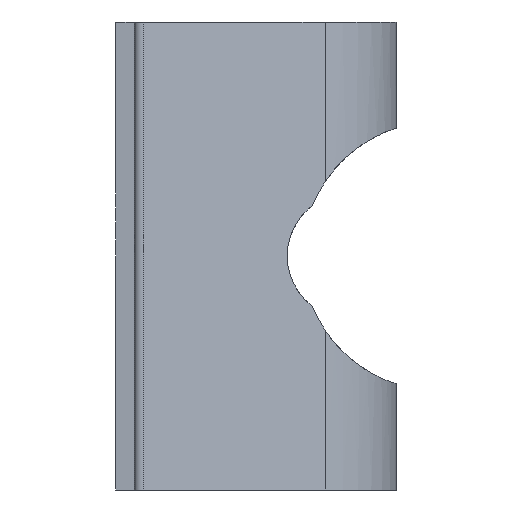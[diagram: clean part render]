
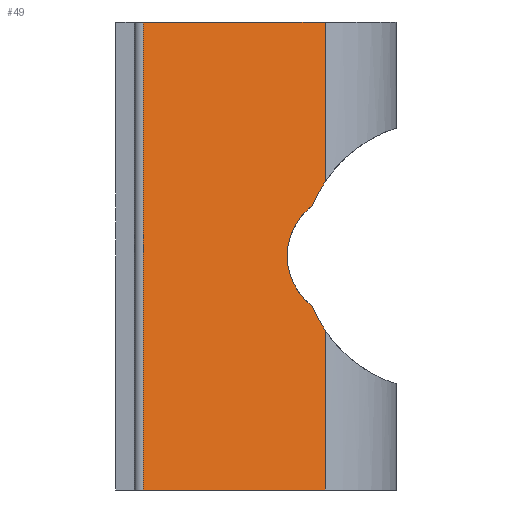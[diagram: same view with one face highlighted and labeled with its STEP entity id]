
A CAD part, left-side view. The second image highlights one B-rep face of the part: STEP entity #49.
In plain terms, the highlighted planar face has unit normal (-0.903, -0.429, 0).
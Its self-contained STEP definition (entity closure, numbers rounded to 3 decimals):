
#34 = VECTOR ( 'NONE', #804, 1000. ) ;
#49 = ADVANCED_FACE ( 'NONE', ( #1178 ), #744, .T. ) ;
#66 = CARTESIAN_POINT ( 'NONE',  ( -3.098, -2.215, -5.123 ) ) ;
#74 = VECTOR ( 'NONE', #144, 1000. ) ;
#106 = VERTEX_POINT ( 'NONE', #600 ) ;
#133 = DIRECTION ( 'NONE',  ( 0., 0., 1. ) ) ;
#138 = VERTEX_POINT ( 'NONE', #569 ) ;
#141 = CARTESIAN_POINT ( 'NONE',  ( -3.098, -2.215, -5.123 ) ) ;
#144 = DIRECTION ( 'NONE',  ( 0.429, -0.903, 0. ) ) ;
#163 = VERTEX_POINT ( 'NONE', #1303 ) ;
#177 =( BOUNDED_CURVE ( )  B_SPLINE_CURVE ( 3, ( #1095, #1431, #606, #141 ),
 .UNSPECIFIED., .F., .T. ) 
 B_SPLINE_CURVE_WITH_KNOTS ( ( 4, 4 ),
 ( 0.383, 0.586 ),
 .UNSPECIFIED. ) 
 CURVE ( )  GEOMETRIC_REPRESENTATION_ITEM ( )  RATIONAL_B_SPLINE_CURVE ( ( 1., 0.997, 0.997, 1. ) ) 
 REPRESENTATION_ITEM ( '' )  );
#194 = CARTESIAN_POINT ( 'NONE',  ( -5.864, 3.614, -15. ) ) ;
#204 = ORIENTED_EDGE ( 'NONE', *, *, #1151, .F. ) ;
#206 = CARTESIAN_POINT ( 'NONE',  ( -3.098, -2.215, -9.877 ) ) ;
#219 = VECTOR ( 'NONE', #1354, 1000. ) ;
#221 = VERTEX_POINT ( 'NONE', #1308 ) ;
#245 = VECTOR ( 'NONE', #133, 1000. ) ;
#259 = VECTOR ( 'NONE', #1370, 1000. ) ;
#263 = LINE ( 'NONE', #194, #219 ) ;
#267 = ORIENTED_EDGE ( 'NONE', *, *, #336, .T. ) ;
#291 = AXIS2_PLACEMENT_3D ( 'NONE', #1447, #1122, #418 ) ;
#336 = EDGE_CURVE ( 'NONE', #733, #1474, #263, .T. ) ;
#380 = CARTESIAN_POINT ( 'NONE',  ( -3.098, -2.215, -15. ) ) ;
#401 = VERTEX_POINT ( 'NONE', #380 ) ;
#418 = DIRECTION ( 'NONE',  ( 0.429, -0.903, 0. ) ) ;
#501 = LINE ( 'NONE', #705, #245 ) ;
#502 = EDGE_CURVE ( 'NONE', #106, #163, #1423, .T. ) ;
#540 = CARTESIAN_POINT ( 'NONE',  ( -3.098, -2.215, -15. ) ) ;
#556 = EDGE_CURVE ( 'NONE', #163, #1444, #177, .T. ) ;
#569 = CARTESIAN_POINT ( 'NONE',  ( -3.098, -2.215, -9.877 ) ) ;
#571 = CARTESIAN_POINT ( 'NONE',  ( -3.174, -2.054, -9.634 ) ) ;
#573 = CARTESIAN_POINT ( 'NONE',  ( -4.962, 1.714, 0. ) ) ;
#579 = LINE ( 'NONE', #540, #259 ) ;
#600 = CARTESIAN_POINT ( 'NONE',  ( -3.29, -1.81, -9.108 ) ) ;
#606 = CARTESIAN_POINT ( 'NONE',  ( -3.174, -2.054, -5.366 ) ) ;
#620 = CARTESIAN_POINT ( 'NONE',  ( -3.85, -0.63, -6.766 ) ) ;
#629 = ORIENTED_EDGE ( 'NONE', *, *, #649, .T. ) ;
#648 = CARTESIAN_POINT ( 'NONE',  ( -3.29, -1.81, -9.108 ) ) ;
#649 = EDGE_CURVE ( 'NONE', #138, #106, #961, .T. ) ;
#697 = ORIENTED_EDGE ( 'NONE', *, *, #502, .T. ) ;
#705 = CARTESIAN_POINT ( 'NONE',  ( -3.098, -2.215, -15. ) ) ;
#733 = VERTEX_POINT ( 'NONE', #892 ) ;
#734 = EDGE_LOOP ( 'NONE', ( #697, #1463, #887, #204, #267, #1260, #1311, #629 ) ) ;
#744 = PLANE ( 'NONE',  #291 ) ;
#759 = EDGE_CURVE ( 'NONE', #401, #138, #501, .T. ) ;
#804 = DIRECTION ( 'NONE',  ( 0.429, -0.903, 0. ) ) ;
#849 = CARTESIAN_POINT ( 'NONE',  ( -3.29, -1.81, -5.892 ) ) ;
#887 = ORIENTED_EDGE ( 'NONE', *, *, #1512, .T. ) ;
#892 = CARTESIAN_POINT ( 'NONE',  ( -5.864, 3.614, 0. ) ) ;
#917 = EDGE_CURVE ( 'NONE', #1474, #401, #1206, .T. ) ;
#940 = CARTESIAN_POINT ( 'NONE',  ( -3.85, -0.63, -8.234 ) ) ;
#961 =( BOUNDED_CURVE ( )  B_SPLINE_CURVE ( 3, ( #206, #571, #1035, #648 ),
 .UNSPECIFIED., .F., .F. ) 
 B_SPLINE_CURVE_WITH_KNOTS ( ( 4, 4 ),
 ( 5.698, 5.9 ),
 .UNSPECIFIED. ) 
 CURVE ( )  GEOMETRIC_REPRESENTATION_ITEM ( )  RATIONAL_B_SPLINE_CURVE ( ( 1., 0.997, 0.997, 1. ) ) 
 REPRESENTATION_ITEM ( '' )  );
#1035 = CARTESIAN_POINT ( 'NONE',  ( -3.238, -1.919, -9.377 ) ) ;
#1095 = CARTESIAN_POINT ( 'NONE',  ( -3.29, -1.81, -5.892 ) ) ;
#1122 = DIRECTION ( 'NONE',  ( -0.903, -0.429, 0. ) ) ;
#1151 = EDGE_CURVE ( 'NONE', #733, #221, #1406, .T. ) ;
#1178 = FACE_OUTER_BOUND ( 'NONE', #734, .T. ) ;
#1206 = LINE ( 'NONE', #1440, #74 ) ;
#1260 = ORIENTED_EDGE ( 'NONE', *, *, #917, .T. ) ;
#1292 = CARTESIAN_POINT ( 'NONE',  ( -3.29, -1.81, -9.108 ) ) ;
#1303 = CARTESIAN_POINT ( 'NONE',  ( -3.29, -1.81, -5.892 ) ) ;
#1308 = CARTESIAN_POINT ( 'NONE',  ( -3.098, -2.215, 0. ) ) ;
#1311 = ORIENTED_EDGE ( 'NONE', *, *, #759, .T. ) ;
#1354 = DIRECTION ( 'NONE',  ( 0., 0., -1. ) ) ;
#1370 = DIRECTION ( 'NONE',  ( 0., 0., 1. ) ) ;
#1406 = LINE ( 'NONE', #573, #34 ) ;
#1423 =( BOUNDED_CURVE ( )  B_SPLINE_CURVE ( 3, ( #1292, #940, #620, #849 ),
 .UNSPECIFIED., .F., .F. ) 
 B_SPLINE_CURVE_WITH_KNOTS ( ( 4, 4 ),
 ( 5.349, 7.217 ),
 .UNSPECIFIED. ) 
 CURVE ( )  GEOMETRIC_REPRESENTATION_ITEM ( )  RATIONAL_B_SPLINE_CURVE ( ( 1., 0.73, 0.73, 1. ) ) 
 REPRESENTATION_ITEM ( '' )  );
#1431 = CARTESIAN_POINT ( 'NONE',  ( -3.238, -1.919, -5.623 ) ) ;
#1440 = CARTESIAN_POINT ( 'NONE',  ( -4.962, 1.714, -15. ) ) ;
#1444 = VERTEX_POINT ( 'NONE', #66 ) ;
#1447 = CARTESIAN_POINT ( 'NONE',  ( -4.962, 1.714, -15. ) ) ;
#1463 = ORIENTED_EDGE ( 'NONE', *, *, #556, .T. ) ;
#1474 = VERTEX_POINT ( 'NONE', #1476 ) ;
#1476 = CARTESIAN_POINT ( 'NONE',  ( -5.864, 3.614, -15. ) ) ;
#1512 = EDGE_CURVE ( 'NONE', #1444, #221, #579, .T. ) ;
